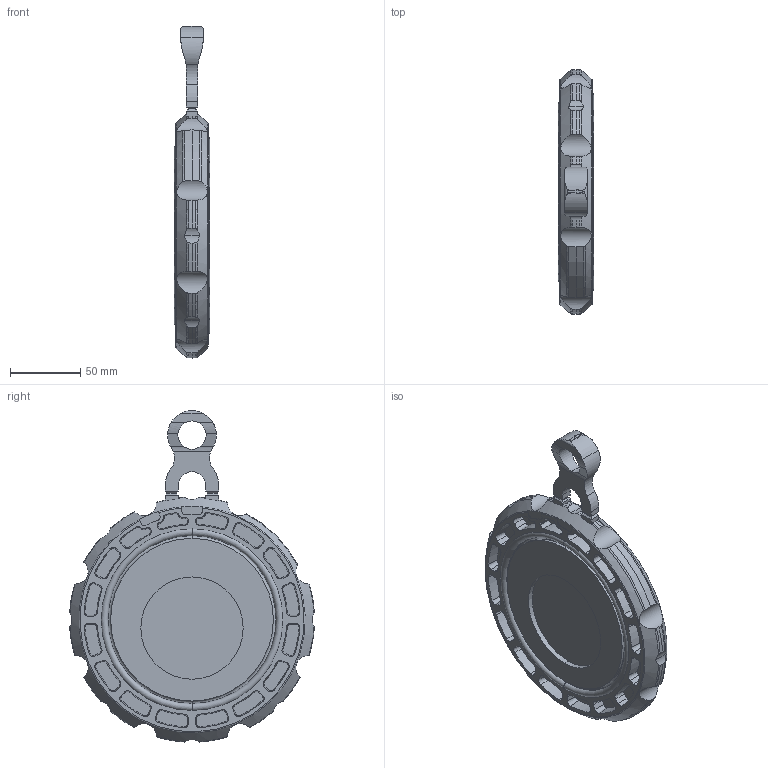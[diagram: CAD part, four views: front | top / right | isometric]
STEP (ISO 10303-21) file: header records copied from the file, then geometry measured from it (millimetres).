
FILE_DESCRIPTION(('STEP AP214'),'1');
FILE_NAME('cctmp_C31C51C1-96FA-47BC-9D7E-3EBB30968379_2018_12_7_13_48_32_398..stp','2018-12-07T12:48:32',('Praher Valves GmbH'),('CADClick - www.CADClick.com'),'Spatial InterOp 3D',' ','unknown authorization');
FILE_SCHEMA(('AUTOMOTIVE_DESIGN'));
Length unit declared in the file: millimetre
Products named in the file (1): 1
Bounding box: 25.04 x 174.68 x 237.04 mm (x, y, z)
Volume: 410531.3 mm3; surface area: 88853.6 mm2
Topology: 1 solids, 1 shells, 534 faces, 1503 edges, 988 vertices
Faces by surface type: plane 183, cone 160, cylinder 124, torus 67
Entity records: 23943 total; most frequent: CARTESIAN_POINT 5710, ORIENTED_EDGE 3006, DIRECTION 2953, EDGE_CURVE 1503, AXIS2_PLACEMENT_3D 1153, VERTEX_POINT 988, LINE 647, VECTOR 647
